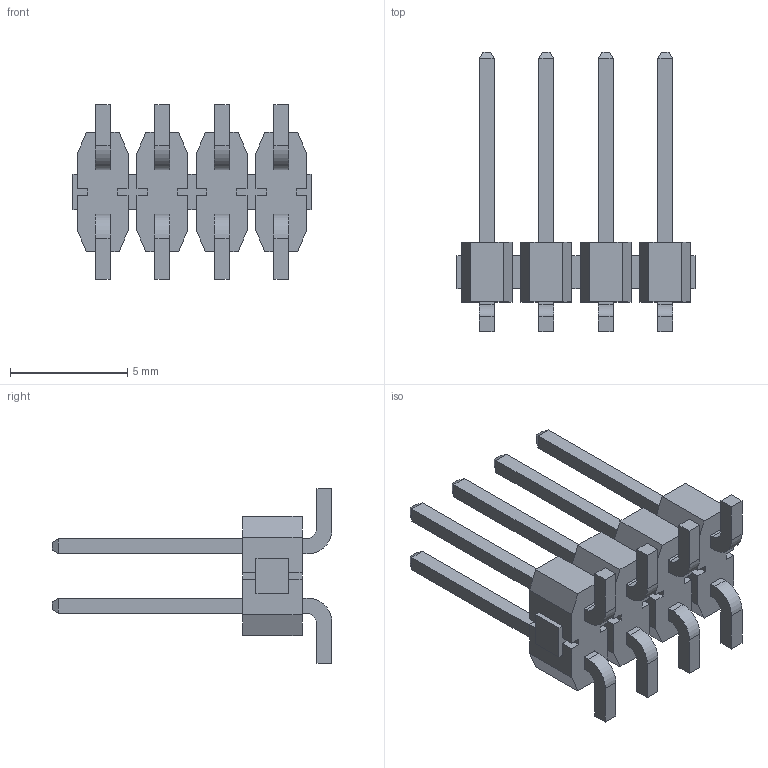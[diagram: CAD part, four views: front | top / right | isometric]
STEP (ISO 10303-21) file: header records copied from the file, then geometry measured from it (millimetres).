
FILE_DESCRIPTION (( 'STEP AP214' ), '1' );
FILE_NAME ('TSM-104-02-L-DV.STEP', '2021-02-15T16:54:53', ( '' ), ( '' ), 'SwSTEP 2.0', 'SolidWorks 2018', '' );
FILE_SCHEMA (( 'AUTOMOTIVE_DESIGN' ));
Length unit declared in the file: millimetre
Products named in the file (3): TSM_104_02_L_DV_3; TSM-104-02-L-DV; TSM_104_02_L_DV_5
Assembly tree (2 placements, depth 2):
  TSM-104-02-L-DV
    TSM_104_02_L_DV_3
    TSM_104_02_L_DV_5
Bounding box: 10.16 x 11.94 x 7.44 mm (x, y, z)
Volume: 143.7 mm3; surface area: 569.1 mm2
Topology: 2 solids, 2 shells, 308 faces, 880 edges, 576 vertices
Faces by surface type: plane 292, cylinder 16
Entity records: 9962 total; most frequent: CARTESIAN_POINT 1769, ORIENTED_EDGE 1760, DIRECTION 1538, EDGE_CURVE 880, LINE 848, VECTOR 848, VERTEX_POINT 576, AXIS2_PLACEMENT_3D 345
